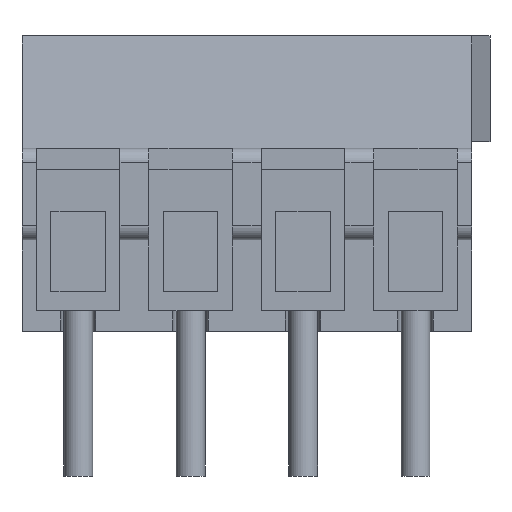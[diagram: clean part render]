
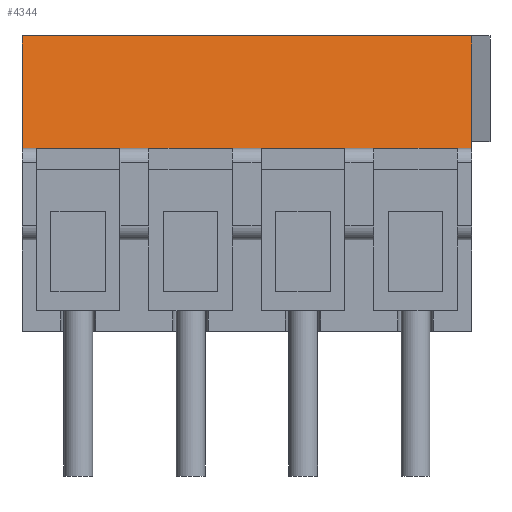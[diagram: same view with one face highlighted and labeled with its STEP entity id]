
A CAD part, front view. The second image highlights one B-rep face of the part: STEP entity #4344.
In plain terms, the highlighted planar face has unit normal (0, -0.985, 0.174).
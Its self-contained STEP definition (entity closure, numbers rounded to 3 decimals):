
#44 = PLANE('',#45);
#45 = AXIS2_PLACEMENT_3D('',#46,#47,#48);
#46 = CARTESIAN_POINT('',(-1.75,-0.574,4.593));
#47 = DIRECTION('',(-1.,-0.,-0.));
#48 = DIRECTION('',(0.,0.,-1.));
#796 = PLANE('',#797);
#797 = AXIS2_PLACEMENT_3D('',#798,#799,#800);
#798 = CARTESIAN_POINT('',(12.25,-0.574,4.593));
#799 = DIRECTION('',(1.,0.,0.));
#800 = DIRECTION('',(0.,0.,1.));
#980 = VERTEX_POINT('',#981);
#981 = CARTESIAN_POINT('',(-1.75,-3.45,5.7));
#995 = PLANE('',#996);
#996 = AXIS2_PLACEMENT_3D('',#997,#998,#999);
#997 = CARTESIAN_POINT('',(5.25,-3.724,5.7));
#998 = DIRECTION('',(0.,0.,1.));
#999 = DIRECTION('',(0.,1.,0.));
#1007 = EDGE_CURVE('',#1008,#980,#1010,.T.);
#1008 = VERTEX_POINT('',#1009);
#1009 = CARTESIAN_POINT('',(-1.75,-2.83,9.2));
#1010 = SURFACE_CURVE('',#1011,(#1015,#1022),.PCURVE_S1.);
#1011 = LINE('',#1012,#1013);
#1012 = CARTESIAN_POINT('',(-1.75,-2.83,9.2));
#1013 = VECTOR('',#1014,1.);
#1014 = DIRECTION('',(0.,-0.174,-0.985));
#1015 = PCURVE('',#44,#1016);
#1016 = DEFINITIONAL_REPRESENTATION('',(#1017),#1021);
#1017 = LINE('',#1018,#1019);
#1018 = CARTESIAN_POINT('',(-4.607,2.256));
#1019 = VECTOR('',#1020,1.);
#1020 = DIRECTION('',(0.985,0.174));
#1021 = ( GEOMETRIC_REPRESENTATION_CONTEXT(2)
PARAMETRIC_REPRESENTATION_CONTEXT() REPRESENTATION_CONTEXT('2D SPACE',''
) );
#1022 = PCURVE('',#1023,#1028);
#1023 = PLANE('',#1024);
#1024 = AXIS2_PLACEMENT_3D('',#1025,#1026,#1027);
#1025 = CARTESIAN_POINT('',(-1.75,-2.83,9.2));
#1026 = DIRECTION('',(0.,0.985,-0.174));
#1027 = DIRECTION('',(0.,-0.174,-0.985));
#1028 = DEFINITIONAL_REPRESENTATION('',(#1029),#1033);
#1029 = LINE('',#1030,#1031);
#1030 = CARTESIAN_POINT('',(0.,0.));
#1031 = VECTOR('',#1032,1.);
#1032 = DIRECTION('',(1.,0.));
#1033 = ( GEOMETRIC_REPRESENTATION_CONTEXT(2)
PARAMETRIC_REPRESENTATION_CONTEXT() REPRESENTATION_CONTEXT('2D SPACE',''
) );
#1051 = PLANE('',#1052);
#1052 = AXIS2_PLACEMENT_3D('',#1053,#1054,#1055);
#1053 = CARTESIAN_POINT('',(5.319,0.095,9.2));
#1054 = DIRECTION('',(0.,0.,1.));
#1055 = DIRECTION('',(1.,0.,0.));
#1651 = VERTEX_POINT('',#1652);
#1652 = CARTESIAN_POINT('',(12.25,-2.83,9.2));
#1673 = EDGE_CURVE('',#1651,#1674,#1676,.T.);
#1674 = VERTEX_POINT('',#1675);
#1675 = CARTESIAN_POINT('',(12.25,-3.45,5.7));
#1676 = SURFACE_CURVE('',#1677,(#1681,#1688),.PCURVE_S1.);
#1677 = LINE('',#1678,#1679);
#1678 = CARTESIAN_POINT('',(12.25,-2.83,9.2));
#1679 = VECTOR('',#1680,1.);
#1680 = DIRECTION('',(0.,-0.174,-0.985));
#1681 = PCURVE('',#796,#1682);
#1682 = DEFINITIONAL_REPRESENTATION('',(#1683),#1687);
#1683 = LINE('',#1684,#1685);
#1684 = CARTESIAN_POINT('',(4.607,2.256));
#1685 = VECTOR('',#1686,1.);
#1686 = DIRECTION('',(-0.985,0.174));
#1687 = ( GEOMETRIC_REPRESENTATION_CONTEXT(2)
PARAMETRIC_REPRESENTATION_CONTEXT() REPRESENTATION_CONTEXT('2D SPACE',''
) );
#1688 = PCURVE('',#1023,#1689);
#1689 = DEFINITIONAL_REPRESENTATION('',(#1690),#1694);
#1690 = LINE('',#1691,#1692);
#1691 = CARTESIAN_POINT('',(0.,-14.));
#1692 = VECTOR('',#1693,1.);
#1693 = DIRECTION('',(1.,0.));
#1694 = ( GEOMETRIC_REPRESENTATION_CONTEXT(2)
PARAMETRIC_REPRESENTATION_CONTEXT() REPRESENTATION_CONTEXT('2D SPACE',''
) );
#3803 = EDGE_CURVE('',#1008,#1651,#3804,.T.);
#3804 = SURFACE_CURVE('',#3805,(#3809,#3816),.PCURVE_S1.);
#3805 = LINE('',#3806,#3807);
#3806 = CARTESIAN_POINT('',(-1.75,-2.83,9.2));
#3807 = VECTOR('',#3808,1.);
#3808 = DIRECTION('',(1.,0.,0.));
#3809 = PCURVE('',#1051,#3810);
#3810 = DEFINITIONAL_REPRESENTATION('',(#3811),#3815);
#3811 = LINE('',#3812,#3813);
#3812 = CARTESIAN_POINT('',(-7.069,-2.925));
#3813 = VECTOR('',#3814,1.);
#3814 = DIRECTION('',(1.,0.));
#3815 = ( GEOMETRIC_REPRESENTATION_CONTEXT(2)
PARAMETRIC_REPRESENTATION_CONTEXT() REPRESENTATION_CONTEXT('2D SPACE',''
) );
#3816 = PCURVE('',#1023,#3817);
#3817 = DEFINITIONAL_REPRESENTATION('',(#3818),#3822);
#3818 = LINE('',#3819,#3820);
#3819 = CARTESIAN_POINT('',(0.,0.));
#3820 = VECTOR('',#3821,1.);
#3821 = DIRECTION('',(0.,-1.));
#3822 = ( GEOMETRIC_REPRESENTATION_CONTEXT(2)
PARAMETRIC_REPRESENTATION_CONTEXT() REPRESENTATION_CONTEXT('2D SPACE',''
) );
#4344 = ADVANCED_FACE('',(#4345),#1023,.F.);
#4345 = FACE_BOUND('',#4346,.F.);
#4346 = EDGE_LOOP('',(#4347,#4348,#4349,#4370));
#4347 = ORIENTED_EDGE('',*,*,#3803,.T.);
#4348 = ORIENTED_EDGE('',*,*,#1673,.T.);
#4349 = ORIENTED_EDGE('',*,*,#4350,.F.);
#4350 = EDGE_CURVE('',#980,#1674,#4351,.T.);
#4351 = SURFACE_CURVE('',#4352,(#4356,#4363),.PCURVE_S1.);
#4352 = LINE('',#4353,#4354);
#4353 = CARTESIAN_POINT('',(-1.75,-3.45,5.7));
#4354 = VECTOR('',#4355,1.);
#4355 = DIRECTION('',(1.,0.,0.));
#4356 = PCURVE('',#1023,#4357);
#4357 = DEFINITIONAL_REPRESENTATION('',(#4358),#4362);
#4358 = LINE('',#4359,#4360);
#4359 = CARTESIAN_POINT('',(3.554,0.));
#4360 = VECTOR('',#4361,1.);
#4361 = DIRECTION('',(0.,-1.));
#4362 = ( GEOMETRIC_REPRESENTATION_CONTEXT(2)
PARAMETRIC_REPRESENTATION_CONTEXT() REPRESENTATION_CONTEXT('2D SPACE',''
) );
#4363 = PCURVE('',#995,#4364);
#4364 = DEFINITIONAL_REPRESENTATION('',(#4365),#4369);
#4365 = LINE('',#4366,#4367);
#4366 = CARTESIAN_POINT('',(0.274,7.));
#4367 = VECTOR('',#4368,1.);
#4368 = DIRECTION('',(0.,-1.));
#4369 = ( GEOMETRIC_REPRESENTATION_CONTEXT(2)
PARAMETRIC_REPRESENTATION_CONTEXT() REPRESENTATION_CONTEXT('2D SPACE',''
) );
#4370 = ORIENTED_EDGE('',*,*,#1007,.F.);
